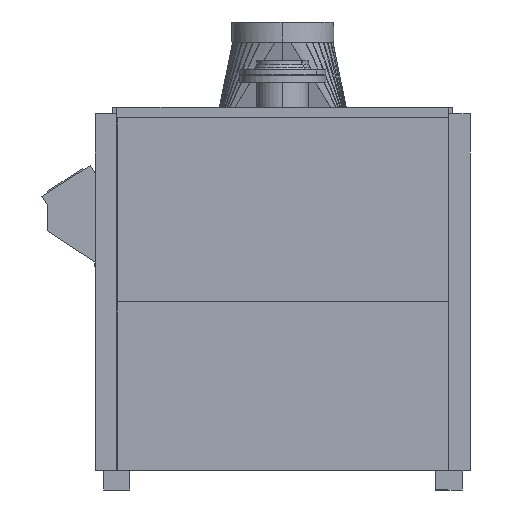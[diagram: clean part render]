
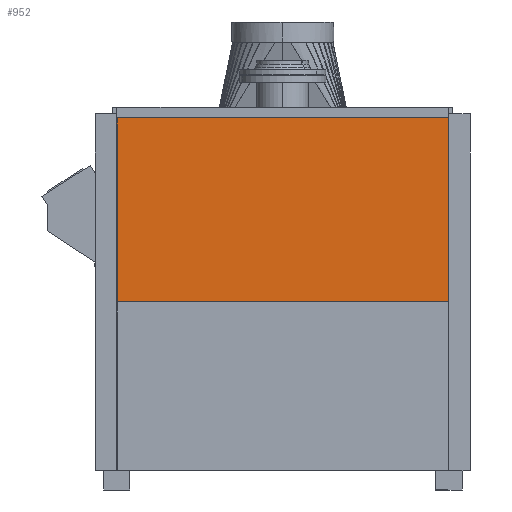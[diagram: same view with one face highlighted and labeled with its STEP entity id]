
A CAD part, left-side view. The second image highlights one B-rep face of the part: STEP entity #952.
In plain terms, the highlighted planar face has unit normal (-1, 0, 0).
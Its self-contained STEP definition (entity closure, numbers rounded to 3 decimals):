
#812=CARTESIAN_POINT('Vertex',(-2360.,-508.,1141.5)) ;
#861=CARTESIAN_POINT('Vertex',(-2360.,508.,1141.5)) ;
#864=CARTESIAN_POINT('Line Origine',(-2360.,0.,1141.5)) ;
#922=CARTESIAN_POINT('Axis2P3D Location',(-2360.,0.,0.)) ;
#927=CARTESIAN_POINT('Line Origine',(-2360.,508.,859.75)) ;
#931=CARTESIAN_POINT('Vertex',(-2360.,508.,578.)) ;
#934=CARTESIAN_POINT('Line Origine',(-2360.,0.,578.)) ;
#938=CARTESIAN_POINT('Vertex',(-2360.,-508.,578.)) ;
#941=CARTESIAN_POINT('Line Origine',(-2360.,-508.,859.75)) ;
#865=DIRECTION('Vector Direction',(0.,1.,0.)) ;
#923=DIRECTION('Axis2P3D Direction',(1.,0.,0.)) ;
#924=DIRECTION('Axis2P3D XDirection',(0.,1.,0.)) ;
#928=DIRECTION('Vector Direction',(0.,0.,-1.)) ;
#935=DIRECTION('Vector Direction',(0.,-1.,0.)) ;
#942=DIRECTION('Vector Direction',(0.,0.,1.)) ;
#925=AXIS2_PLACEMENT_3D('Plane Axis2P3D',#922,#923,#924) ;
#947=ORIENTED_EDGE('',*,*,#933,.F.) ;
#948=ORIENTED_EDGE('',*,*,#940,.F.) ;
#949=ORIENTED_EDGE('',*,*,#945,.F.) ;
#950=ORIENTED_EDGE('',*,*,#868,.F.) ;
#866=VECTOR('Line Direction',#865,1.) ;
#929=VECTOR('Line Direction',#928,1.) ;
#936=VECTOR('Line Direction',#935,1.) ;
#943=VECTOR('Line Direction',#942,1.) ;
#952=ADVANCED_FACE('K\X2\00F6\X0\rper.3',(#951),#926,.F.) ;
#868=EDGE_CURVE('',#862,#813,#867,.F.) ;
#933=EDGE_CURVE('',#932,#862,#930,.F.) ;
#940=EDGE_CURVE('',#939,#932,#937,.F.) ;
#945=EDGE_CURVE('',#813,#939,#944,.F.) ;
#946=EDGE_LOOP('',(#947,#948,#949,#950)) ;
#951=FACE_OUTER_BOUND('',#946,.T.) ;
#867=LINE('Line',#864,#866) ;
#930=LINE('Line',#927,#929) ;
#937=LINE('Line',#934,#936) ;
#944=LINE('Line',#941,#943) ;
#926=PLANE('',#925) ;
#813=VERTEX_POINT('',#812) ;
#862=VERTEX_POINT('',#861) ;
#932=VERTEX_POINT('',#931) ;
#939=VERTEX_POINT('',#938) ;
